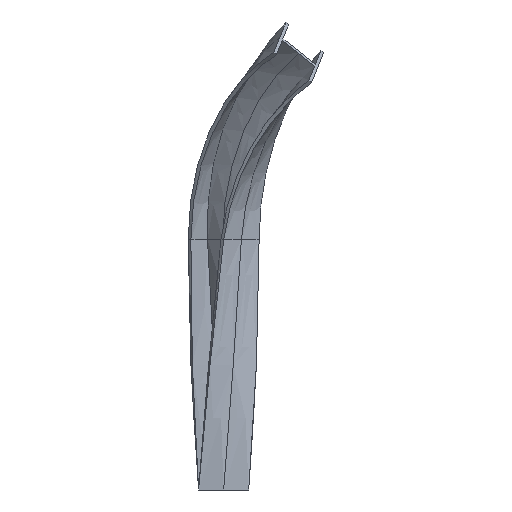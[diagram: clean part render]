
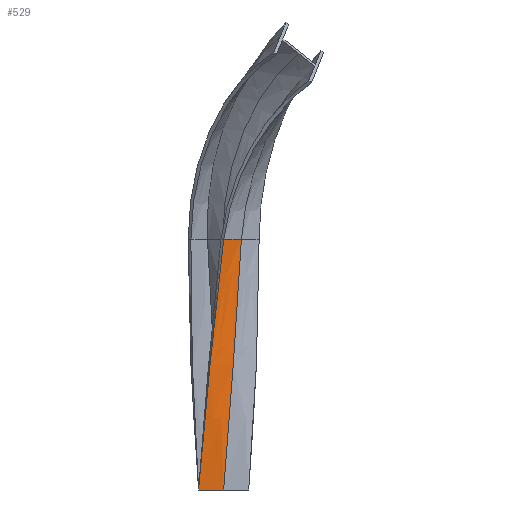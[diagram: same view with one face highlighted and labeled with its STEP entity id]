
A CAD part, front view. The second image highlights one B-rep face of the part: STEP entity #529.
In plain terms, the highlighted free-form (B-spline) face has degree [3, 3] with [4, 10] control points.
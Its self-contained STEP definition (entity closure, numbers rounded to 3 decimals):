
#29=FACE_OUTER_BOUND('',#63,.T.);
#63=EDGE_LOOP('',(#373,#374,#375,#376));
#97=LINE('',#1611,#129);
#129=VECTOR('',#569,100.);
#172=B_SPLINE_CURVE_WITH_KNOTS('',3,(#1448,#1449,#1450,#1451,#1452,#1453,
#1454,#1455,#1456,#1457),.UNSPECIFIED.,.F.,.F.,(4,1,1,1,1,1,1,4),(0.,14.286,
28.571,42.857,57.143,71.429,85.714,
100.),.UNSPECIFIED.);
#175=B_SPLINE_CURVE_WITH_KNOTS('',3,(#1594,#1595,#1596,#1597,#1598,#1599),
 .UNSPECIFIED.,.F.,.F.,(4,2,4),(-10.,-5.,0.),.UNSPECIFIED.);
#176=B_SPLINE_CURVE_WITH_KNOTS('',3,(#1601,#1602,#1603,#1604,#1605,#1606,
#1607,#1608,#1609,#1610),.UNSPECIFIED.,.F.,.F.,(4,1,1,1,1,1,1,4),(0.,14.286,
28.571,42.857,57.143,71.429,85.714,
100.),.UNSPECIFIED.);
#220=VERTEX_POINT('',#1440);
#221=VERTEX_POINT('',#1447);
#224=VERTEX_POINT('',#1593);
#225=VERTEX_POINT('',#1600);
#278=EDGE_CURVE('',#221,#220,#172,.T.);
#283=EDGE_CURVE('',#224,#220,#175,.T.);
#284=EDGE_CURVE('',#225,#224,#176,.T.);
#285=EDGE_CURVE('',#225,#221,#97,.T.);
#373=ORIENTED_EDGE('',*,*,#283,.F.);
#374=ORIENTED_EDGE('',*,*,#284,.F.);
#375=ORIENTED_EDGE('',*,*,#285,.T.);
#376=ORIENTED_EDGE('',*,*,#278,.T.);
#497=B_SPLINE_SURFACE_WITH_KNOTS('',3,3,((#1553,#1554,#1555,#1556,#1557,
#1558,#1559,#1560,#1561,#1562),(#1563,#1564,#1565,#1566,#1567,#1568,#1569,
#1570,#1571,#1572),(#1573,#1574,#1575,#1576,#1577,#1578,#1579,#1580,#1581,
#1582),(#1583,#1584,#1585,#1586,#1587,#1588,#1589,#1590,#1591,#1592)),
 .UNSPECIFIED.,.F.,.F.,.F.,(4,4),(4,1,1,1,1,1,1,4),(0.,10.),(0.,14.286,
28.571,42.857,57.143,71.429,85.714,
100.),.UNSPECIFIED.);
#529=ADVANCED_FACE('',(#29),#497,.T.);
#569=DIRECTION('',(1.,0.,0.));
#1440=CARTESIAN_POINT('',(70.711,-70.711,1000.));
#1447=CARTESIAN_POINT('',(0.,-100.,0.));
#1448=CARTESIAN_POINT('Ctrl Pts',(0.,-100.,0.));
#1449=CARTESIAN_POINT('Ctrl Pts',(3.74,-100.,47.619));
#1450=CARTESIAN_POINT('Ctrl Pts',(11.22,-99.58,142.857));
#1451=CARTESIAN_POINT('Ctrl Pts',(22.299,-97.698,285.714));
#1452=CARTESIAN_POINT('Ctrl Pts',(33.097,-94.587,428.571));
#1453=CARTESIAN_POINT('Ctrl Pts',(43.48,-90.286,571.429));
#1454=CARTESIAN_POINT('Ctrl Pts',(53.315,-84.85,714.286));
#1455=CARTESIAN_POINT('Ctrl Pts',(62.48,-78.347,857.143));
#1456=CARTESIAN_POINT('Ctrl Pts',(68.066,-73.355,952.381));
#1457=CARTESIAN_POINT('Ctrl Pts',(70.711,-70.711,1000.));
#1553=CARTESIAN_POINT('Ctrl Pts',(-100.,-100.,0.));
#1554=CARTESIAN_POINT('Ctrl Pts',(-96.26,-103.74,47.619));
#1555=CARTESIAN_POINT('Ctrl Pts',(-88.36,-110.8,142.857));
#1556=CARTESIAN_POINT('Ctrl Pts',(-75.399,-119.996,285.714));
#1557=CARTESIAN_POINT('Ctrl Pts',(-61.489,-127.684,428.571));
#1558=CARTESIAN_POINT('Ctrl Pts',(-46.807,-133.766,571.429));
#1559=CARTESIAN_POINT('Ctrl Pts',(-31.535,-138.165,714.286));
#1560=CARTESIAN_POINT('Ctrl Pts',(-15.867,-140.827,857.143));
#1561=CARTESIAN_POINT('Ctrl Pts',(-5.289,-141.421,952.381));
#1562=CARTESIAN_POINT('Ctrl Pts',(0.,-141.421,
1000.));
#1563=CARTESIAN_POINT('Ctrl Pts',(-66.667,-100.,0.));
#1564=CARTESIAN_POINT('Ctrl Pts',(-62.927,-102.493,47.619));
#1565=CARTESIAN_POINT('Ctrl Pts',(-55.167,-107.06,142.857));
#1566=CARTESIAN_POINT('Ctrl Pts',(-42.833,-112.563,285.714));
#1567=CARTESIAN_POINT('Ctrl Pts',(-29.96,-116.651,428.571));
#1568=CARTESIAN_POINT('Ctrl Pts',(-16.711,-119.272,571.429));
#1569=CARTESIAN_POINT('Ctrl Pts',(-3.252,-120.394,714.286));
#1570=CARTESIAN_POINT('Ctrl Pts',(10.248,-120.001,857.143));
#1571=CARTESIAN_POINT('Ctrl Pts',(19.163,-118.733,952.381));
#1572=CARTESIAN_POINT('Ctrl Pts',(23.57,-117.851,1000.));
#1573=CARTESIAN_POINT('Ctrl Pts',(-33.333,-100.,0.));
#1574=CARTESIAN_POINT('Ctrl Pts',(-29.593,-101.247,47.619));
#1575=CARTESIAN_POINT('Ctrl Pts',(-21.973,-103.32,142.857));
#1576=CARTESIAN_POINT('Ctrl Pts',(-10.267,-105.131,285.714));
#1577=CARTESIAN_POINT('Ctrl Pts',(1.568,-105.619,428.571));
#1578=CARTESIAN_POINT('Ctrl Pts',(13.384,-104.779,571.429));
#1579=CARTESIAN_POINT('Ctrl Pts',(25.032,-102.622,714.286));
#1580=CARTESIAN_POINT('Ctrl Pts',(36.364,-99.174,857.143));
#1581=CARTESIAN_POINT('Ctrl Pts',(43.614,-96.044,952.381));
#1582=CARTESIAN_POINT('Ctrl Pts',(47.14,-94.281,1000.));
#1583=CARTESIAN_POINT('Ctrl Pts',(0.,-100.,0.));
#1584=CARTESIAN_POINT('Ctrl Pts',(3.74,-100.,47.619));
#1585=CARTESIAN_POINT('Ctrl Pts',(11.22,-99.58,142.857));
#1586=CARTESIAN_POINT('Ctrl Pts',(22.299,-97.698,285.714));
#1587=CARTESIAN_POINT('Ctrl Pts',(33.097,-94.587,428.571));
#1588=CARTESIAN_POINT('Ctrl Pts',(43.48,-90.286,571.429));
#1589=CARTESIAN_POINT('Ctrl Pts',(53.315,-84.85,714.286));
#1590=CARTESIAN_POINT('Ctrl Pts',(62.48,-78.347,857.143));
#1591=CARTESIAN_POINT('Ctrl Pts',(68.066,-73.355,952.381));
#1592=CARTESIAN_POINT('Ctrl Pts',(70.711,-70.711,1000.));
#1593=CARTESIAN_POINT('',(0.,-141.421,1000.));
#1594=CARTESIAN_POINT('Ctrl Pts',(0.,-141.421,
1000.));
#1595=CARTESIAN_POINT('Ctrl Pts',(11.785,-129.636,1000.));
#1596=CARTESIAN_POINT('Ctrl Pts',(23.57,-117.851,1000.));
#1597=CARTESIAN_POINT('Ctrl Pts',(47.14,-94.281,1000.));
#1598=CARTESIAN_POINT('Ctrl Pts',(58.926,-82.496,1000.));
#1599=CARTESIAN_POINT('Ctrl Pts',(70.711,-70.711,1000.));
#1600=CARTESIAN_POINT('',(-100.,-100.,0.));
#1601=CARTESIAN_POINT('Ctrl Pts',(-100.,-100.,0.));
#1602=CARTESIAN_POINT('Ctrl Pts',(-96.26,-103.74,47.619));
#1603=CARTESIAN_POINT('Ctrl Pts',(-88.36,-110.8,142.857));
#1604=CARTESIAN_POINT('Ctrl Pts',(-75.399,-119.996,285.714));
#1605=CARTESIAN_POINT('Ctrl Pts',(-61.489,-127.684,428.571));
#1606=CARTESIAN_POINT('Ctrl Pts',(-46.807,-133.766,571.429));
#1607=CARTESIAN_POINT('Ctrl Pts',(-31.535,-138.165,714.286));
#1608=CARTESIAN_POINT('Ctrl Pts',(-15.867,-140.827,857.143));
#1609=CARTESIAN_POINT('Ctrl Pts',(-5.289,-141.421,952.381));
#1610=CARTESIAN_POINT('Ctrl Pts',(0.,-141.421,
1000.));
#1611=CARTESIAN_POINT('',(-100.,-100.,0.));
